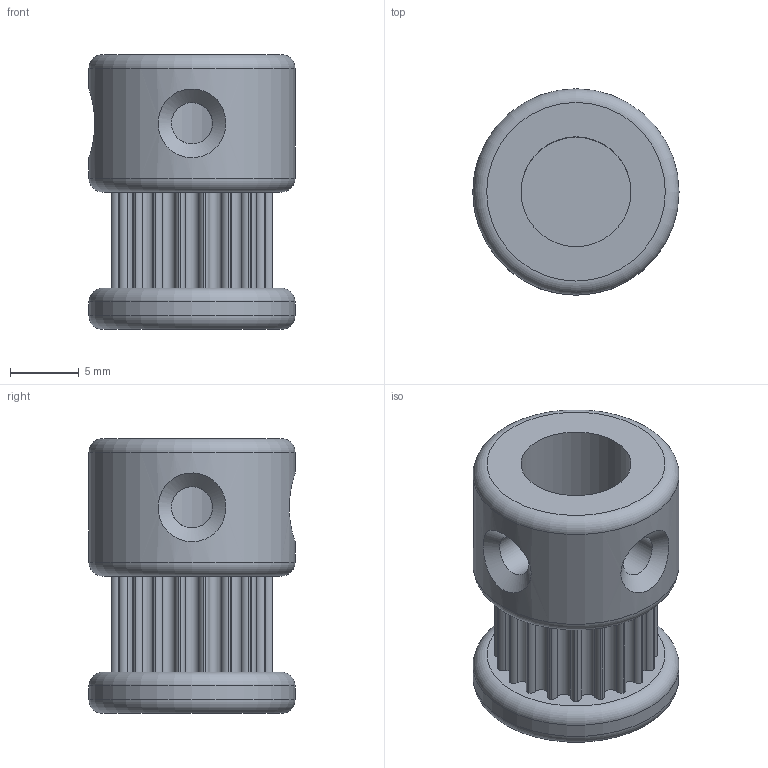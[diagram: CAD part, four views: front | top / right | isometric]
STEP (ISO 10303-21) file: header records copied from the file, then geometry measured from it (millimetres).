
FILE_DESCRIPTION(('FreeCAD Model'),'2;1');
FILE_NAME('Open CASCADE Shape Model','2024-01-07T12:19:50',('Author'),( ''),'Open CASCADE STEP processor 7.6','FreeCAD','Unknown');
FILE_SCHEMA(('AUTOMOTIVE_DESIGN { 1 0 10303 214 1 1 1 1 }'));
Length unit declared in the file: millimetre
Products named in the file (1): Body
Bounding box: 15 x 15 x 20 mm (x, y, z)
Volume: 1920.8 mm3; surface area: 1927.2 mm2
Topology: 1 solids, 1 shells, 97 faces, 269 edges, 177 vertices
Faces by surface type: cylinder 86, plane 5, torus 4, bspline 2
Full cylindrical faces by diameter (mm): 3 x2, 8 x2, 15 x2
Entity records: 8949 total; most frequent: CARTESIAN_POINT 3349, DIRECTION 1155, ORIENTED_EDGE 538, PCURVE 538, DEFINITIONAL_REPRESENTATION 538, LINE 450, VECTOR 450, CIRCLE 338
